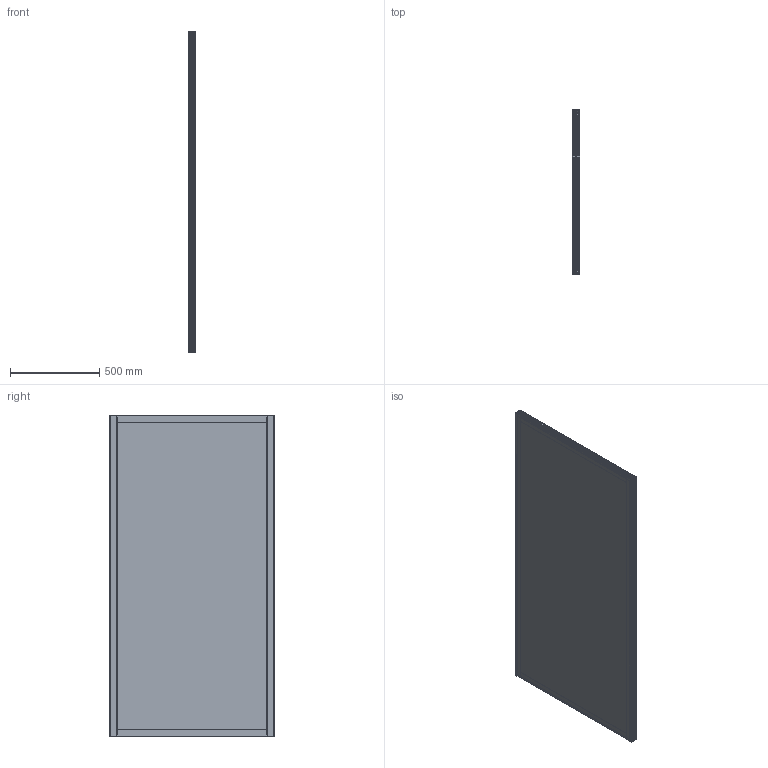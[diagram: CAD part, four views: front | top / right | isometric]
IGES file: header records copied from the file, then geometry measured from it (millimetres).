
Global section: file name: SZ8034N_K; native system: Autodesk Inventor 2015; preprocessor: unknown; author: Marina Kaa; date: 20151117.123250; units: millimetre
Bounding box: 40 x 920 x 1800 mm (x, y, z)
Volume: 8518293.6 mm3; surface area: 6047523.5 mm2
Topology: 1 solids, 3 shells, 702 faces, 2068 edges, 1308 vertices
Faces by surface type: bspline 702
